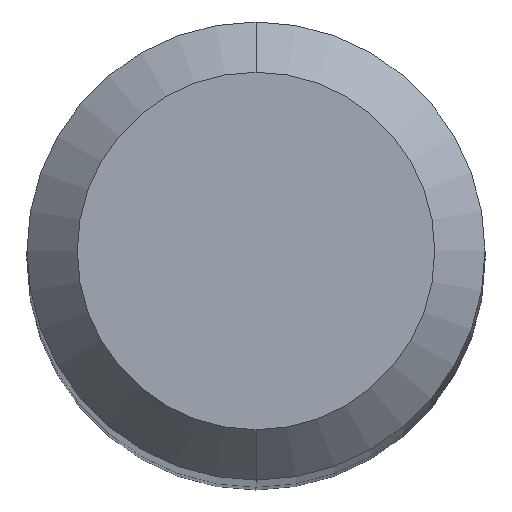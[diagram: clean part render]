
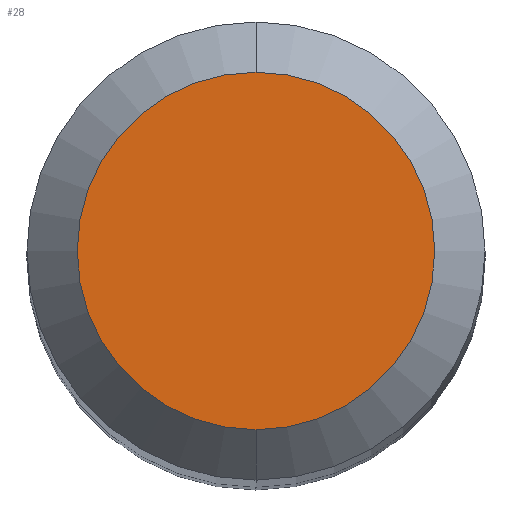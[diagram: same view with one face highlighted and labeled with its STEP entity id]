
A CAD part, top view. The second image highlights one B-rep face of the part: STEP entity #28.
In plain terms, the highlighted planar face has unit normal (0, 0, 1).
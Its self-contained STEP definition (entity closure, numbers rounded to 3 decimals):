
#4 = FACE_OUTER_BOUND ( 'NONE', #244, .T. ) ;
#28 = ADVANCED_FACE ( 'NONE', ( #4 ), #266, .F. ) ;
#55 = ORIENTED_EDGE ( 'NONE', *, *, #167, .F. ) ;
#58 = CARTESIAN_POINT ( 'NONE',  ( 0., 0., 58. ) ) ;
#105 = ORIENTED_EDGE ( 'NONE', *, *, #274, .F. ) ;
#133 = VERTEX_POINT ( 'NONE', #159 ) ;
#145 = CARTESIAN_POINT ( 'NONE',  ( 0., 0., 58. ) ) ;
#159 = CARTESIAN_POINT ( 'NONE',  ( 0., 1.775, 58. ) ) ;
#165 = CARTESIAN_POINT ( 'NONE',  ( 0., 0., 58. ) ) ;
#167 = EDGE_CURVE ( 'NONE', #133, #287, #222, .T. ) ;
#190 = DIRECTION ( 'NONE',  ( 0., 1., 0. ) ) ;
#193 = AXIS2_PLACEMENT_3D ( 'NONE', #145, #194, #300 ) ;
#194 = DIRECTION ( 'NONE',  ( 0., 0., -1. ) ) ;
#197 = DIRECTION ( 'NONE',  ( 0., 0., -1. ) ) ;
#222 = CIRCLE ( 'NONE', #193, 1.775 ) ;
#241 = AXIS2_PLACEMENT_3D ( 'NONE', #58, #269, #190 ) ;
#244 = EDGE_LOOP ( 'NONE', ( #55, #105 ) ) ;
#247 = AXIS2_PLACEMENT_3D ( 'NONE', #165, #197, #278 ) ;
#266 = PLANE ( 'NONE',  #241 ) ;
#269 = DIRECTION ( 'NONE',  ( 0., 0., -1. ) ) ;
#274 = EDGE_CURVE ( 'NONE', #287, #133, #303, .T. ) ;
#277 = CARTESIAN_POINT ( 'NONE',  ( 0., -1.775, 58. ) ) ;
#278 = DIRECTION ( 'NONE',  ( 0., 1., 0. ) ) ;
#287 = VERTEX_POINT ( 'NONE', #277 ) ;
#300 = DIRECTION ( 'NONE',  ( 0., 1., 0. ) ) ;
#303 = CIRCLE ( 'NONE', #247, 1.775 ) ;
